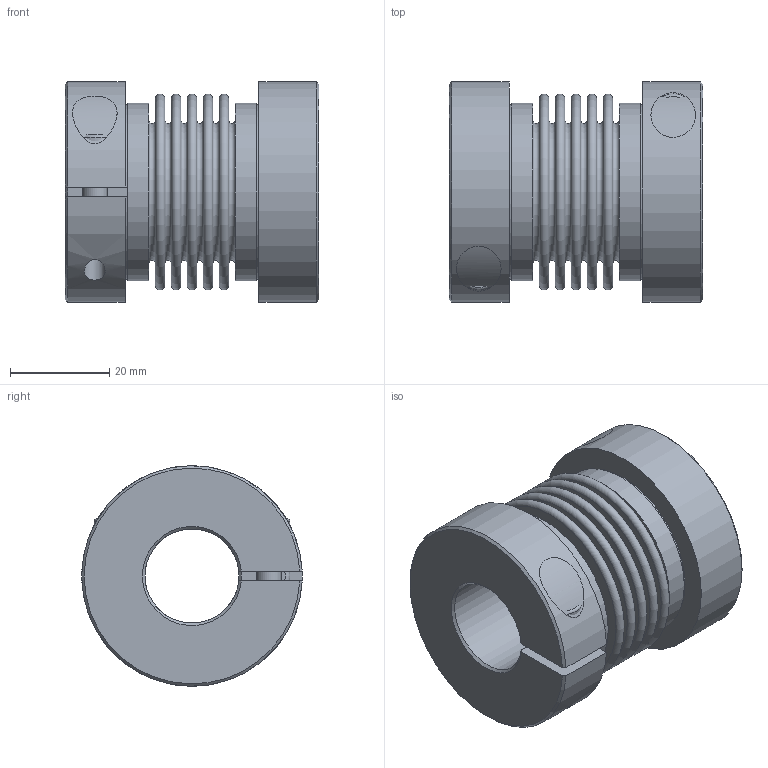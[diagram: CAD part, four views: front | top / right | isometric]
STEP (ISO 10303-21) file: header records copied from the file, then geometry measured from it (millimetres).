
FILE_DESCRIPTION(/* description */ ('Unknown'),/* implementation_level */ '2;1');
FILE_NAME(/* name */ 'MKP 8 - gBT - gBT',/* time_stamp */ '2018-01-31T10:21:59+01:00',/* author */ ('Unknown'),/* organization */ ('Unknown'),/* preprocessor_version */ 'ST-DEVELOPER v16.7',/* originating_system */ 'DEX',/* authorisation */ $);
FILE_SCHEMA (('AUTOMOTIVE_DESIGN {1 0 10303 214 3 1 1}'));
Length unit declared in the file: millimetre
Products named in the file (1): MKP  8 - gBT - gBT
Bounding box: 51.2 x 44.5 x 44.49 mm (x, y, z)
Volume: 38031.9 mm3; surface area: 28534 mm2
Topology: 1 solids, 3 shells, 122 faces, 249 edges, 161 vertices
Faces by surface type: plane 68, torus 24, cylinder 22, cone 8
Full cylindrical faces by diameter (mm): 4.2 x2, 5 x2, 5.5 x2, 8.5 x2, 9 x2, 35.8 x2
Entity records: 3014 total; most frequent: DIRECTION 546, CARTESIAN_POINT 545, ORIENTED_EDGE 396, AXIS2_PLACEMENT_3D 231, EDGE_CURVE 198, FACE_BOUND 196, EDGE_LOOP 194, VERTEX_POINT 150
